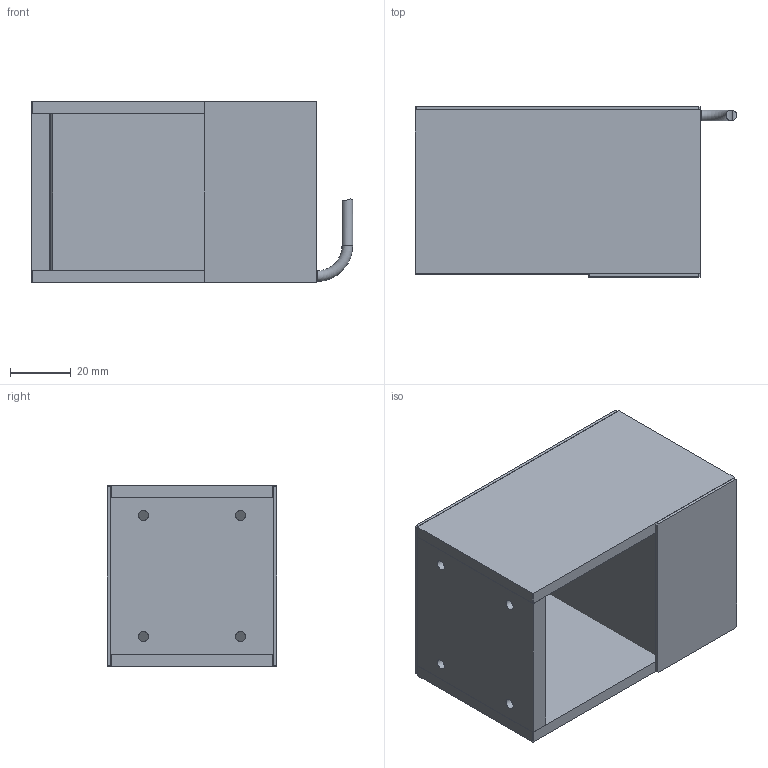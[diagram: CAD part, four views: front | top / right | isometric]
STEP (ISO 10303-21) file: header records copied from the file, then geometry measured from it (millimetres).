
FILE_DESCRIPTION (( 'STEP AP203' ), '1' );
FILE_NAME ('SOAD-50x.STEP', '2016-02-17T01:50:03', ( 'CCS Inc' ), ( 'CCS Inc' ), 'SwSTEP 2.0', 'SolidWorks 2011', '' );
FILE_SCHEMA (( 'CONFIG_CONTROL_DESIGN' ));
Length unit declared in the file: millimetre
Products named in the file (1): SOAD-50x
Bounding box: 105.95 x 56 x 60 mm (x, y, z)
Volume: 98249.8 mm3; surface area: 69942.9 mm2
Topology: 10 solids, 10 shells, 117 faces, 289 edges, 192 vertices
Faces by surface type: plane 96, cylinder 20, torus 1
Full cylindrical faces by diameter (mm): 3.3 x8, 3.5 x2
Entity records: 3503 total; most frequent: CARTESIAN_POINT 638, ORIENTED_EDGE 554, DIRECTION 548, EDGE_CURVE 277, LINE 238, VECTOR 238, VERTEX_POINT 191, AXIS2_PLACEMENT_3D 155
